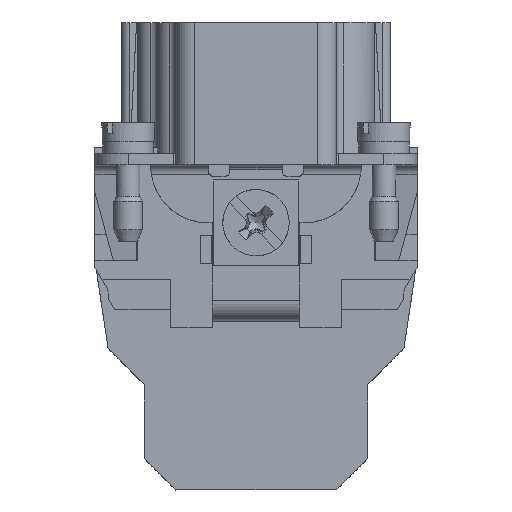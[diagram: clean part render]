
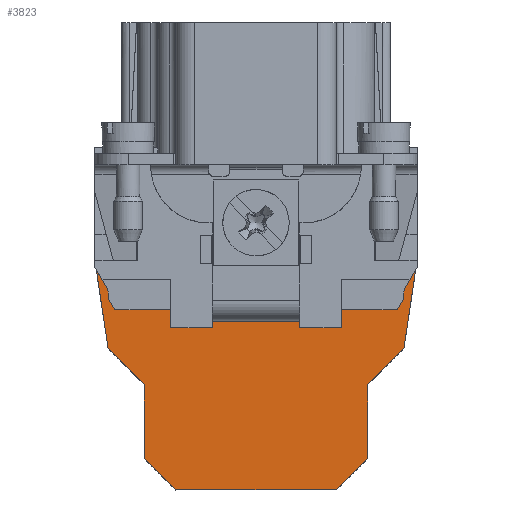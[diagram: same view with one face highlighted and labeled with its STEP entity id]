
A CAD part, left-side view. The second image highlights one B-rep face of the part: STEP entity #3823.
In plain terms, the highlighted planar face has unit normal (-1, 0, 0).
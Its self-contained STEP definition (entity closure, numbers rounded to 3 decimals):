
#3823=ADVANCED_FACE('',(#5584),#4758,.F.);
#4758=PLANE('',#23236);
#5584=FACE_OUTER_BOUND('',#6592,.T.);
#6592=EDGE_LOOP('',(#13668,#13669,#13670,#13671,#13672,#13673,#13674,#13675,
#13676,#13677,#13678,#13679,#13680,#13681,#13682,#13683,#13684,#13685,#13686));
#7468=LINE('',#29900,#9502);
#7976=LINE('',#31300,#10010);
#7980=LINE('',#31308,#10014);
#8004=LINE('',#31360,#10038);
#8011=LINE('',#31373,#10045);
#8051=LINE('',#31479,#10085);
#8084=LINE('',#31554,#10118);
#8327=LINE('',#32113,#10361);
#8328=LINE('',#32116,#10362);
#8329=LINE('',#32118,#10363);
#8330=LINE('',#32120,#10364);
#8331=LINE('',#32122,#10365);
#8332=LINE('',#32124,#10366);
#8333=LINE('',#32125,#10367);
#8334=LINE('',#32127,#10368);
#8335=LINE('',#32129,#10369);
#8336=LINE('',#32131,#10370);
#8337=LINE('',#32133,#10371);
#9502=VECTOR('',#24473,1.);
#10010=VECTOR('',#25797,1.);
#10014=VECTOR('',#25803,1.);
#10038=VECTOR('',#25847,1.);
#10045=VECTOR('',#25858,1.);
#10085=VECTOR('',#25960,1.);
#10118=VECTOR('',#26017,1.);
#10361=VECTOR('',#26536,1.);
#10362=VECTOR('',#26537,1.);
#10363=VECTOR('',#26538,1.);
#10364=VECTOR('',#26539,1.);
#10365=VECTOR('',#26540,1.);
#10366=VECTOR('',#26541,1.);
#10367=VECTOR('',#26542,1.);
#10368=VECTOR('',#26543,1.);
#10369=VECTOR('',#26544,1.);
#10370=VECTOR('',#26545,1.);
#10371=VECTOR('',#26546,1.);
#13668=ORIENTED_EDGE('',*,*,#20048,.F.);
#13669=ORIENTED_EDGE('',*,*,#20048,.T.);
#13670=ORIENTED_EDGE('',*,*,#20049,.T.);
#13671=ORIENTED_EDGE('',*,*,#20050,.T.);
#13672=ORIENTED_EDGE('',*,*,#20051,.T.);
#13673=ORIENTED_EDGE('',*,*,#20052,.T.);
#13674=ORIENTED_EDGE('',*,*,#20053,.F.);
#13675=ORIENTED_EDGE('',*,*,#19637,.T.);
#13676=ORIENTED_EDGE('',*,*,#19633,.T.);
#13677=ORIENTED_EDGE('',*,*,#19762,.T.);
#13678=ORIENTED_EDGE('',*,*,#18966,.F.);
#13679=ORIENTED_EDGE('',*,*,#19663,.T.);
#13680=ORIENTED_EDGE('',*,*,#19670,.T.);
#13681=ORIENTED_EDGE('',*,*,#19723,.T.);
#13682=ORIENTED_EDGE('',*,*,#20054,.T.);
#13683=ORIENTED_EDGE('',*,*,#20055,.F.);
#13684=ORIENTED_EDGE('',*,*,#20056,.F.);
#13685=ORIENTED_EDGE('',*,*,#20057,.F.);
#13686=ORIENTED_EDGE('',*,*,#20058,.F.);
#17047=VERTEX_POINT('',#29832);
#17051=VERTEX_POINT('',#29842);
#17078=VERTEX_POINT('',#29899);
#17079=VERTEX_POINT('',#29901);
#17550=VERTEX_POINT('',#31299);
#17551=VERTEX_POINT('',#31301);
#17571=VERTEX_POINT('',#31359);
#17575=VERTEX_POINT('',#31372);
#17819=VERTEX_POINT('',#32114);
#17820=VERTEX_POINT('',#32115);
#17821=VERTEX_POINT('',#32117);
#17822=VERTEX_POINT('',#32119);
#17823=VERTEX_POINT('',#32121);
#17824=VERTEX_POINT('',#32123);
#17825=VERTEX_POINT('',#32126);
#17826=VERTEX_POINT('',#32128);
#17827=VERTEX_POINT('',#32130);
#17828=VERTEX_POINT('',#32132);
#18966=EDGE_CURVE('',#17078,#17079,#7468,.T.);
#19633=EDGE_CURVE('',#17551,#17550,#7976,.T.);
#19637=EDGE_CURVE('',#17051,#17551,#7980,.T.);
#19663=EDGE_CURVE('',#17078,#17571,#8004,.T.);
#19670=EDGE_CURVE('',#17571,#17575,#8011,.T.);
#19723=EDGE_CURVE('',#17575,#17047,#8051,.T.);
#19762=EDGE_CURVE('',#17550,#17079,#8084,.T.);
#20048=EDGE_CURVE('',#17819,#17820,#8327,.T.);
#20049=EDGE_CURVE('',#17820,#17821,#8328,.T.);
#20050=EDGE_CURVE('',#17821,#17822,#8329,.T.);
#20051=EDGE_CURVE('',#17822,#17823,#8330,.T.);
#20052=EDGE_CURVE('',#17823,#17824,#8331,.T.);
#20053=EDGE_CURVE('',#17051,#17824,#8332,.T.);
#20054=EDGE_CURVE('',#17047,#17825,#8333,.T.);
#20055=EDGE_CURVE('',#17826,#17825,#8334,.T.);
#20056=EDGE_CURVE('',#17827,#17826,#8335,.T.);
#20057=EDGE_CURVE('',#17828,#17827,#8336,.T.);
#20058=EDGE_CURVE('',#17820,#17828,#8337,.T.);
#23236=AXIS2_PLACEMENT_3D('',#32134,#26547,#26548);
#24473=DIRECTION('',(0.,-1.,0.));
#25797=DIRECTION('',(0.,0.087,-0.996));
#25803=DIRECTION('',(0.,0.5,-0.866));
#25847=DIRECTION('',(0.,0.5,0.866));
#25858=DIRECTION('',(0.,0.087,0.996));
#25960=DIRECTION('',(0.,0.5,0.866));
#26017=DIRECTION('',(0.,0.5,-0.866));
#26536=DIRECTION('',(0.,0.,-1.));
#26537=DIRECTION('',(0.,-1.,0.));
#26538=DIRECTION('',(0.,-0.707,0.707));
#26539=DIRECTION('',(0.,0.,1.));
#26540=DIRECTION('',(0.,-0.707,0.707));
#26541=DIRECTION('',(0.,0.149,-0.989));
#26542=DIRECTION('',(0.,-0.149,-0.989));
#26543=DIRECTION('',(0.,0.707,0.707));
#26544=DIRECTION('',(0.,0.,1.));
#26545=DIRECTION('',(0.,0.707,0.707));
#26546=DIRECTION('',(0.,1.,0.));
#26547=DIRECTION('',(1.,0.,0.));
#26548=DIRECTION('',(0.,0.,-1.));
#29832=CARTESIAN_POINT('',(-16.8,16.855,-11.052));
#29842=CARTESIAN_POINT('',(-16.8,-16.855,-11.052));
#29899=CARTESIAN_POINT('',(-16.8,14.902,-15.3));
#29900=CARTESIAN_POINT('',(-16.8,14.96,-15.3));
#29901=CARTESIAN_POINT('',(-16.8,-14.902,-15.3));
#31299=CARTESIAN_POINT('',(-16.8,-15.537,-14.2));
#31300=CARTESIAN_POINT('',(-16.8,-15.537,-14.2));
#31301=CARTESIAN_POINT('',(-16.8,-15.627,-13.178));
#31308=CARTESIAN_POINT('',(-16.8,-15.627,-13.178));
#31359=CARTESIAN_POINT('',(-16.8,15.537,-14.2));
#31360=CARTESIAN_POINT('',(-16.8,15.537,-14.2));
#31372=CARTESIAN_POINT('',(-16.8,15.627,-13.178));
#31373=CARTESIAN_POINT('',(-16.8,15.627,-13.178));
#31479=CARTESIAN_POINT('',(-16.8,17.,-10.8));
#31554=CARTESIAN_POINT('',(-16.8,-14.96,-15.2));
#32113=CARTESIAN_POINT('',(-16.8,0.,-6.5));
#32114=CARTESIAN_POINT('',(-16.8,0.,-33.913));
#32115=CARTESIAN_POINT('',(-16.8,0.,-34.3));
#32116=CARTESIAN_POINT('',(-16.8,0.,-34.3));
#32117=CARTESIAN_POINT('',(-16.8,-8.5,-34.3));
#32118=CARTESIAN_POINT('',(-16.8,-8.5,-34.3));
#32119=CARTESIAN_POINT('',(-16.8,-11.8,-31.));
#32120=CARTESIAN_POINT('',(-16.8,-11.8,-31.));
#32121=CARTESIAN_POINT('',(-16.8,-11.8,-23.2));
#32122=CARTESIAN_POINT('',(-16.8,-11.8,-23.2));
#32123=CARTESIAN_POINT('',(-16.8,-15.6,-19.4));
#32124=CARTESIAN_POINT('',(-16.8,-16.9,-10.75));
#32125=CARTESIAN_POINT('',(-16.8,16.9,-10.75));
#32126=CARTESIAN_POINT('',(-16.8,15.6,-19.4));
#32127=CARTESIAN_POINT('',(-16.8,11.8,-23.2));
#32128=CARTESIAN_POINT('',(-16.8,11.8,-23.2));
#32129=CARTESIAN_POINT('',(-16.8,11.8,-31.));
#32130=CARTESIAN_POINT('',(-16.8,11.8,-31.));
#32131=CARTESIAN_POINT('',(-16.8,8.5,-34.3));
#32132=CARTESIAN_POINT('',(-16.8,8.5,-34.3));
#32133=CARTESIAN_POINT('',(-16.8,0.,-34.3));
#32134=CARTESIAN_POINT('',(-16.8,0.,0.));
